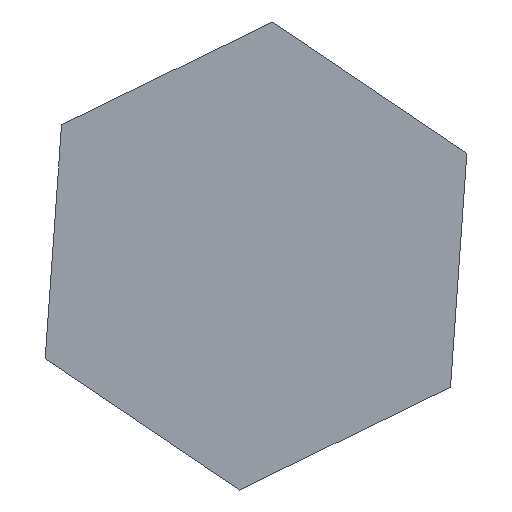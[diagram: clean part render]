
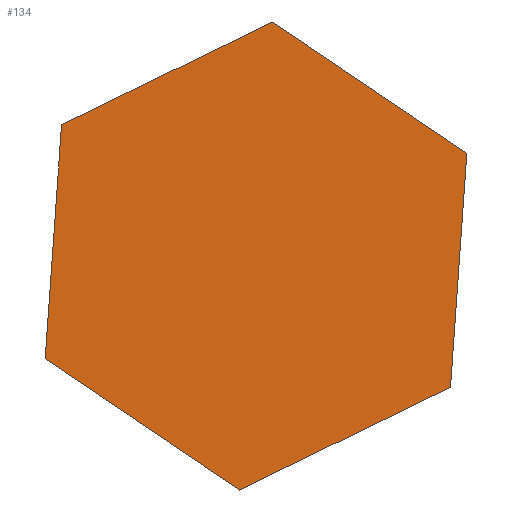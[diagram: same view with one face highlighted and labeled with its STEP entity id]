
A CAD part, front view. The second image highlights one B-rep face of the part: STEP entity #134.
In plain terms, the highlighted planar face has unit normal (0, -1, 0).
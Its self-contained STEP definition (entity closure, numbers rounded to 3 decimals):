
#2 = VECTOR ( 'NONE', #137, 1000. ) ;
#3 = PLANE ( 'NONE',  #350 ) ;
#5 = CARTESIAN_POINT ( 'NONE',  ( -2.393, 0., 1.614 ) ) ;
#6 = CARTESIAN_POINT ( 'NONE',  ( 2.393, 0., -1.614 ) ) ;
#8 = VECTOR ( 'NONE', #140, 1000. ) ;
#19 = EDGE_CURVE ( 'NONE', #353, #299, #310, .T. ) ;
#25 = CARTESIAN_POINT ( 'NONE',  ( 0.202, 0., 2.88 ) ) ;
#38 = LINE ( 'NONE', #175, #381 ) ;
#42 = LINE ( 'NONE', #6, #255 ) ;
#79 = CARTESIAN_POINT ( 'NONE',  ( -2.595, 0., -1.265 ) ) ;
#81 = VERTEX_POINT ( 'NONE', #233 ) ;
#131 = CARTESIAN_POINT ( 'NONE',  ( 0., 0., 0. ) ) ;
#134 = ADVANCED_FACE ( 'NONE', ( #304 ), #3, .F. ) ;
#135 = DIRECTION ( 'NONE',  ( 0., 0., 1. ) ) ;
#136 = VECTOR ( 'NONE', #237, 1000. ) ;
#137 = DIRECTION ( 'NONE',  ( -0.829, 0., 0.559 ) ) ;
#140 = DIRECTION ( 'NONE',  ( -0.07, 0., -0.998 ) ) ;
#148 = EDGE_CURVE ( 'NONE', #299, #261, #38, .T. ) ;
#153 = EDGE_LOOP ( 'NONE', ( #391, #437, #199, #317, #256, #260 ) ) ;
#156 = EDGE_CURVE ( 'NONE', #81, #359, #42, .T. ) ;
#175 = CARTESIAN_POINT ( 'NONE',  ( 0.202, 0., 2.88 ) ) ;
#182 = LINE ( 'NONE', #309, #8 ) ;
#199 = ORIENTED_EDGE ( 'NONE', *, *, #432, .F. ) ;
#212 = DIRECTION ( 'NONE',  ( 0.07, 0., 0.998 ) ) ;
#215 = DIRECTION ( 'NONE',  ( -0.899, 0., -0.438 ) ) ;
#233 = CARTESIAN_POINT ( 'NONE',  ( 2.393, 0., -1.614 ) ) ;
#237 = DIRECTION ( 'NONE',  ( 0.899, 0., 0.438 ) ) ;
#238 = LINE ( 'NONE', #373, #2 ) ;
#244 = LINE ( 'NONE', #79, #365 ) ;
#251 = EDGE_CURVE ( 'NONE', #359, #347, #238, .T. ) ;
#255 = VECTOR ( 'NONE', #215, 1000. ) ;
#256 = ORIENTED_EDGE ( 'NONE', *, *, #156, .F. ) ;
#260 = ORIENTED_EDGE ( 'NONE', *, *, #438, .F. ) ;
#261 = VERTEX_POINT ( 'NONE', #377 ) ;
#272 = CARTESIAN_POINT ( 'NONE',  ( -2.393, 0., 1.614 ) ) ;
#276 = CARTESIAN_POINT ( 'NONE',  ( -0.202, 0., -2.88 ) ) ;
#277 = DIRECTION ( 'NONE',  ( 0.829, 0., -0.559 ) ) ;
#299 = VERTEX_POINT ( 'NONE', #25 ) ;
#304 = FACE_OUTER_BOUND ( 'NONE', #153, .T. ) ;
#309 = CARTESIAN_POINT ( 'NONE',  ( 2.595, 0., 1.265 ) ) ;
#310 = LINE ( 'NONE', #272, #136 ) ;
#313 = CARTESIAN_POINT ( 'NONE',  ( -2.595, 0., -1.265 ) ) ;
#317 = ORIENTED_EDGE ( 'NONE', *, *, #251, .F. ) ;
#347 = VERTEX_POINT ( 'NONE', #313 ) ;
#350 = AXIS2_PLACEMENT_3D ( 'NONE', #131, #445, #135 ) ;
#353 = VERTEX_POINT ( 'NONE', #5 ) ;
#359 = VERTEX_POINT ( 'NONE', #276 ) ;
#365 = VECTOR ( 'NONE', #212, 1000. ) ;
#373 = CARTESIAN_POINT ( 'NONE',  ( -0.202, 0., -2.88 ) ) ;
#377 = CARTESIAN_POINT ( 'NONE',  ( 2.595, 0., 1.265 ) ) ;
#381 = VECTOR ( 'NONE', #277, 1000. ) ;
#391 = ORIENTED_EDGE ( 'NONE', *, *, #148, .F. ) ;
#432 = EDGE_CURVE ( 'NONE', #347, #353, #244, .T. ) ;
#437 = ORIENTED_EDGE ( 'NONE', *, *, #19, .F. ) ;
#438 = EDGE_CURVE ( 'NONE', #261, #81, #182, .T. ) ;
#445 = DIRECTION ( 'NONE',  ( 0., 1., 0. ) ) ;
